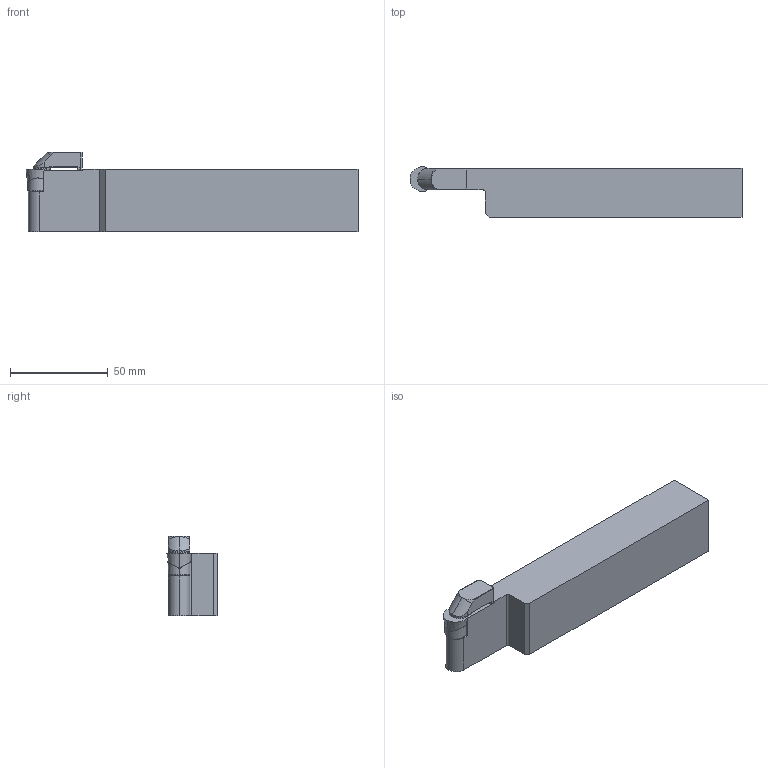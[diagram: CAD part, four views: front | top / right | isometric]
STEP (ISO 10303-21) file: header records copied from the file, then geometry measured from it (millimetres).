
FILE_DESCRIPTION (( 'STEP AP214' ), '1' );
FILE_NAME ('CRDCL-3225-P12CV-LIGHT.STP', '2023-10-30T05:04:47', ( '' ), ( '' ), 'SwSTEP 2.0', 'SolidWorks 2018', '' );
FILE_SCHEMA (( 'AUTOMOTIVE_DESIGN' ));
Length unit declared in the file: millimetre
Products named in the file (1): CRDCL-3225-P12CV-LIGHT
Bounding box: 170 x 25.85 x 40.5 mm (x, y, z)
Volume: 119566.3 mm3; surface area: 21083 mm2
Topology: 2 solids, 3 shells, 165 faces, 422 edges, 260 vertices
Faces by surface type: plane 83, cylinder 47, cone 21, torus 10, bspline 4
Entity records: 8526 total; most frequent: CARTESIAN_POINT 2815, ORIENTED_EDGE 840, DIRECTION 775, EDGE_CURVE 420, AXIS2_PLACEMENT_3D 281, VERTEX_POINT 260, LINE 213, VECTOR 213
